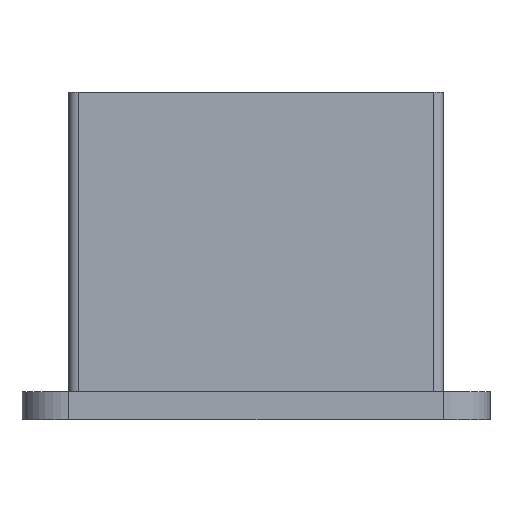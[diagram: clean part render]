
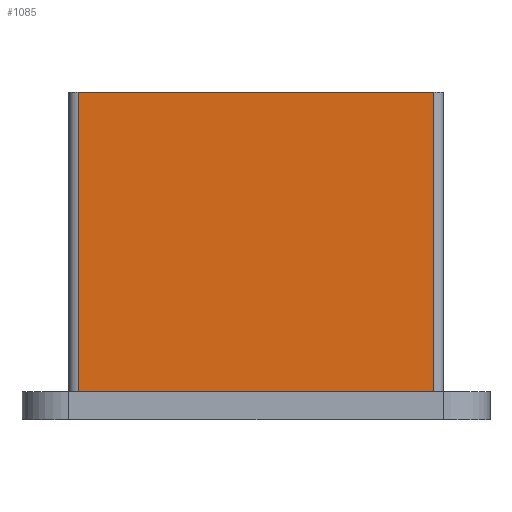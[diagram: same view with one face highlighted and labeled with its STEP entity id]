
A CAD part, left-side view. The second image highlights one B-rep face of the part: STEP entity #1085.
In plain terms, the highlighted planar face has unit normal (-1, 0, 0).
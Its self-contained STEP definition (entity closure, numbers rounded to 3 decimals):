
#30=PLANE('',#1170);
#71=FACE_OUTER_BOUND('',#135,.T.);
#135=EDGE_LOOP('',(#769,#770,#771,#772));
#210=LINE('',#1632,#319);
#219=LINE('',#1656,#328);
#220=LINE('',#1660,#329);
#221=LINE('',#1661,#330);
#319=VECTOR('',#1292,10.);
#328=VECTOR('',#1313,10.);
#329=VECTOR('',#1318,10.);
#330=VECTOR('',#1319,10.);
#480=VERTEX_POINT('',#1629);
#481=VERTEX_POINT('',#1631);
#490=VERTEX_POINT('',#1655);
#491=VERTEX_POINT('',#1659);
#588=EDGE_CURVE('',#481,#480,#210,.T.);
#600=EDGE_CURVE('',#481,#490,#219,.T.);
#602=EDGE_CURVE('',#491,#480,#220,.T.);
#603=EDGE_CURVE('',#490,#491,#221,.T.);
#769=ORIENTED_EDGE('',*,*,#588,.T.);
#770=ORIENTED_EDGE('',*,*,#602,.F.);
#771=ORIENTED_EDGE('',*,*,#603,.F.);
#772=ORIENTED_EDGE('',*,*,#600,.F.);
#1085=ADVANCED_FACE('',(#71),#30,.F.);
#1170=AXIS2_PLACEMENT_3D('',#1658,#1316,#1317);
#1292=DIRECTION('',(0.,1.,0.));
#1313=DIRECTION('',(0.,0.,-1.));
#1316=DIRECTION('center_axis',(1.,0.,0.));
#1317=DIRECTION('ref_axis',(0.,0.,-1.));
#1318=DIRECTION('',(0.,0.,1.));
#1319=DIRECTION('',(0.,1.,0.));
#1629=CARTESIAN_POINT('',(-52.,19.,35.));
#1631=CARTESIAN_POINT('',(-52.,-19.,35.));
#1632=CARTESIAN_POINT('',(-52.,10.,35.));
#1655=CARTESIAN_POINT('',(-52.,-19.,3.));
#1656=CARTESIAN_POINT('',(-52.,-19.,0.));
#1658=CARTESIAN_POINT('Origin',(-52.,20.,0.));
#1659=CARTESIAN_POINT('',(-52.,19.,3.));
#1660=CARTESIAN_POINT('',(-52.,19.,0.));
#1661=CARTESIAN_POINT('',(-52.,10.,3.));
